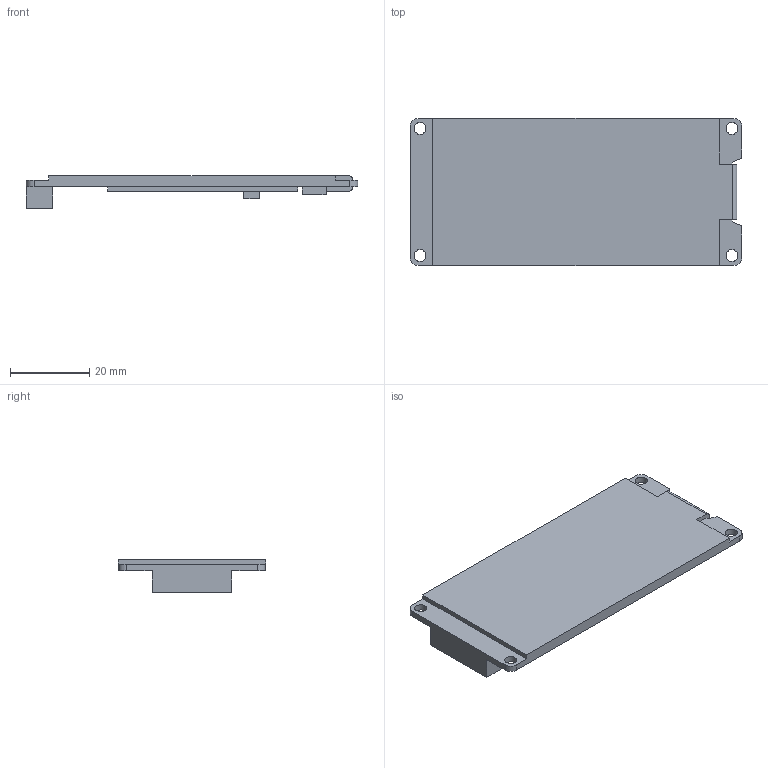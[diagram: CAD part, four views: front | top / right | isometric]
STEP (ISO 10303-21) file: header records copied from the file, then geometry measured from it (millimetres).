
FILE_DESCRIPTION(/* description */ (''),/* implementation_level */ '2;1');
FILE_NAME(/* name */ 'epd-2in66.step',/* time_stamp */ '2024-04-04T15:57:40+08:00',/* author */ (''),/* organization */ (''),/* preprocessor_version */ 'ST-DEVELOPER v20',/* originating_system */ 'Autodesk Translation Framework v12.14.0.127',/* authorisation */ '');
FILE_SCHEMA (('AUTOMOTIVE_DESIGN { 1 0 10303 214 3 1 1 }'));
Length unit declared in the file: millimetre
Products named in the file (1): display
Bounding box: 83.51 x 37 x 8.3 mm (x, y, z)
Volume: 9995.9 mm3; surface area: 7388.7 mm2
Topology: 1 solids, 1 shells, 54 faces, 150 edges, 100 vertices
Faces by surface type: plane 44, cylinder 10
Full cylindrical faces by diameter (mm): 3 x4
Entity records: 1763 total; most frequent: CARTESIAN_POINT 305, ORIENTED_EDGE 300, DIRECTION 280, EDGE_CURVE 150, LINE 130, VECTOR 130, VERTEX_POINT 100, AXIS2_PLACEMENT_3D 75
